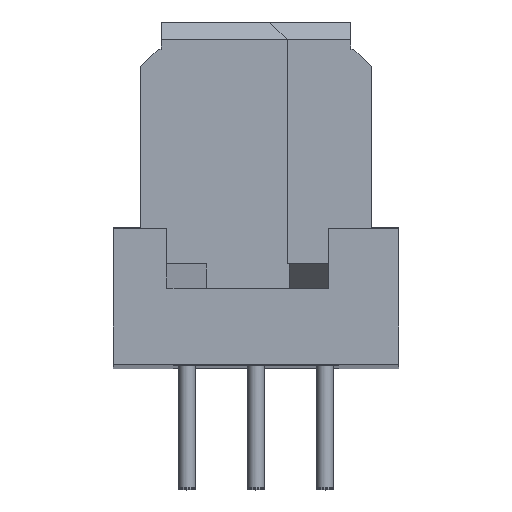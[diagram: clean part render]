
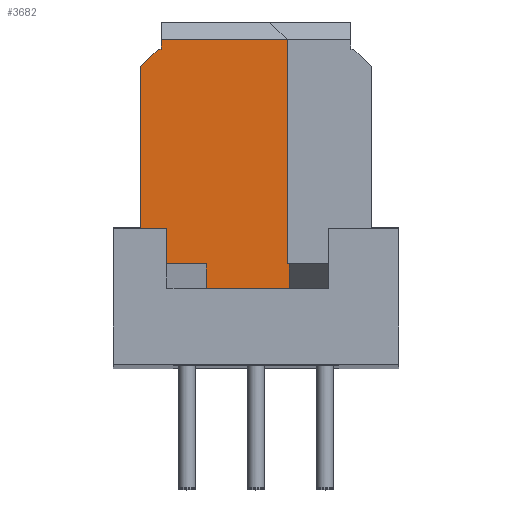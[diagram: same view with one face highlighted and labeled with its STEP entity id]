
A CAD part, top view. The second image highlights one B-rep face of the part: STEP entity #3682.
In plain terms, the highlighted planar face has unit normal (0, 0, 1).
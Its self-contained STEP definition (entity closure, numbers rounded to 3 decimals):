
#3682=ADVANCED_FACE('',(#4554),#4121,.F.);
#4121=PLANE('',#11673);
#4554=FACE_OUTER_BOUND('',#5123,.T.);
#5123=EDGE_LOOP('',(#6909,#6910,#6911,#6912,#6913,#6914,#6915,#6916,#6917,
#6918,#6919));
#6909=ORIENTED_EDGE('',*,*,#9152,.F.);
#6910=ORIENTED_EDGE('',*,*,#9154,.F.);
#6911=ORIENTED_EDGE('',*,*,#9155,.F.);
#6912=ORIENTED_EDGE('',*,*,#9156,.F.);
#6913=ORIENTED_EDGE('',*,*,#9048,.F.);
#6914=ORIENTED_EDGE('',*,*,#9046,.F.);
#6915=ORIENTED_EDGE('',*,*,#9157,.F.);
#6916=ORIENTED_EDGE('',*,*,#9158,.F.);
#6917=ORIENTED_EDGE('',*,*,#9159,.F.);
#6918=ORIENTED_EDGE('',*,*,#9137,.T.);
#6919=ORIENTED_EDGE('',*,*,#9153,.F.);
#8045=VERTEX_POINT('',#15883);
#8046=VERTEX_POINT('',#15885);
#8047=VERTEX_POINT('',#15889);
#8113=VERTEX_POINT('',#16072);
#8114=VERTEX_POINT('',#16073);
#8120=VERTEX_POINT('',#16097);
#8121=VERTEX_POINT('',#16099);
#8122=VERTEX_POINT('',#16105);
#8123=VERTEX_POINT('',#16107);
#8124=VERTEX_POINT('',#16110);
#8125=VERTEX_POINT('',#16112);
#9046=EDGE_CURVE('',#8045,#8046,#9980,.T.);
#9048=EDGE_CURVE('',#8046,#8047,#9982,.T.);
#9137=EDGE_CURVE('',#8113,#8114,#10067,.T.);
#9152=EDGE_CURVE('',#8121,#8120,#10082,.T.);
#9153=EDGE_CURVE('',#8120,#8114,#10083,.T.);
#9154=EDGE_CURVE('',#8122,#8121,#10084,.T.);
#9155=EDGE_CURVE('',#8123,#8122,#10085,.T.);
#9156=EDGE_CURVE('',#8047,#8123,#10086,.T.);
#9157=EDGE_CURVE('',#8124,#8045,#10087,.T.);
#9158=EDGE_CURVE('',#8125,#8124,#10088,.T.);
#9159=EDGE_CURVE('',#8113,#8125,#10089,.T.);
#9980=LINE('',#15884,#10908);
#9982=LINE('',#15888,#10910);
#10067=LINE('',#16071,#10995);
#10082=LINE('',#16100,#11010);
#10083=LINE('',#16102,#11011);
#10084=LINE('',#16104,#11012);
#10085=LINE('',#16106,#11013);
#10086=LINE('',#16108,#11014);
#10087=LINE('',#16109,#11015);
#10088=LINE('',#16111,#11016);
#10089=LINE('',#16113,#11017);
#10908=VECTOR('',#13605,1.);
#10910=VECTOR('',#13609,1.);
#10995=VECTOR('',#13758,1.);
#11010=VECTOR('',#13783,1.);
#11011=VECTOR('',#13786,1.);
#11012=VECTOR('',#13789,1.);
#11013=VECTOR('',#13790,1.);
#11014=VECTOR('',#13791,1.);
#11015=VECTOR('',#13792,1.);
#11016=VECTOR('',#13793,1.);
#11017=VECTOR('',#13794,1.);
#11673=AXIS2_PLACEMENT_3D('',#16114,#13795,#13796);
#13605=DIRECTION('',(0.,1.,0.));
#13609=DIRECTION('',(-1.,0.,0.));
#13758=DIRECTION('',(0.,1.,0.));
#13783=DIRECTION('',(0.,1.,0.));
#13786=DIRECTION('',(1.,0.,0.));
#13789=DIRECTION('',(1.,0.,0.));
#13790=DIRECTION('',(0.707,0.707,0.));
#13791=DIRECTION('',(0.,1.,0.));
#13792=DIRECTION('',(-1.,0.,0.));
#13793=DIRECTION('',(0.,-1.,0.));
#13794=DIRECTION('',(1.,0.,0.));
#13795=DIRECTION('',(0.,0.,-1.));
#13796=DIRECTION('',(-1.,0.,0.));
#15883=CARTESIAN_POINT('',(3.418,2.8,89.95));
#15884=CARTESIAN_POINT('',(3.418,2.8,89.95));
#15885=CARTESIAN_POINT('',(3.418,3.7,89.95));
#15888=CARTESIAN_POINT('',(3.418,3.7,89.95));
#15889=CARTESIAN_POINT('',(1.,3.7,89.95));
#16071=CARTESIAN_POINT('',(6.4,3.7,89.95));
#16072=CARTESIAN_POINT('',(6.4,3.7,89.95));
#16073=CARTESIAN_POINT('',(6.4,11.95,89.95));
#16097=CARTESIAN_POINT('',(1.76,11.95,89.95));
#16099=CARTESIAN_POINT('',(1.76,11.6,89.95));
#16100=CARTESIAN_POINT('',(1.76,11.6,89.95));
#16102=CARTESIAN_POINT('',(1.76,11.95,89.95));
#16104=CARTESIAN_POINT('',(1.65,11.6,89.95));
#16105=CARTESIAN_POINT('',(1.65,11.6,89.95));
#16106=CARTESIAN_POINT('',(1.,10.95,89.95));
#16107=CARTESIAN_POINT('',(1.,10.95,89.95));
#16108=CARTESIAN_POINT('',(1.,3.7,89.95));
#16109=CARTESIAN_POINT('',(6.482,2.8,89.95));
#16110=CARTESIAN_POINT('',(6.482,2.8,89.95));
#16111=CARTESIAN_POINT('',(6.482,3.7,89.95));
#16112=CARTESIAN_POINT('',(6.482,3.7,89.95));
#16113=CARTESIAN_POINT('',(6.4,3.7,89.95));
#16114=CARTESIAN_POINT('',(6.682,2.51,89.95));
